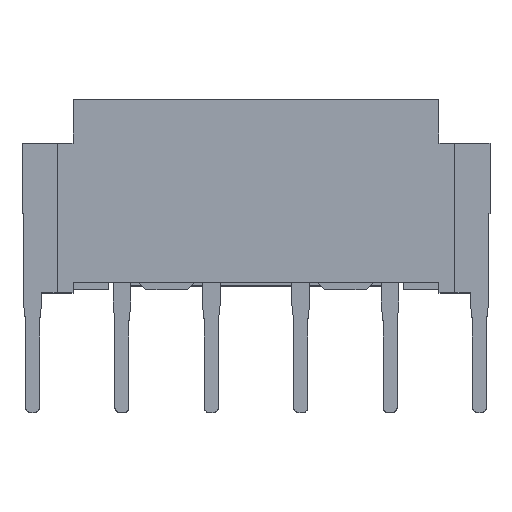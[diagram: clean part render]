
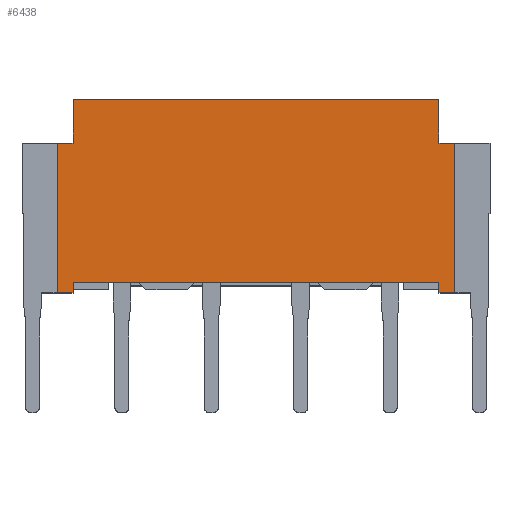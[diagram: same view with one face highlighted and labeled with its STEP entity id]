
A CAD part, top view. The second image highlights one B-rep face of the part: STEP entity #6438.
In plain terms, the highlighted planar face has unit normal (0, 0, 1).
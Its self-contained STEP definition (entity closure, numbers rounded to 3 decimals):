
#9 = VERTEX_POINT ( 'NONE', #823 ) ;
#183 = VERTEX_POINT ( 'NONE', #1315 ) ;
#255 = EDGE_CURVE ( 'NONE', #6139, #514, #1561, .T. ) ;
#293 = EDGE_CURVE ( 'NONE', #322, #183, #1692, .T. ) ;
#322 = VERTEX_POINT ( 'NONE', #1856 ) ;
#514 = VERTEX_POINT ( 'NONE', #2585 ) ;
#589 = ORIENTED_EDGE ( 'NONE', *, *, #636, .F. ) ;
#636 = EDGE_CURVE ( 'NONE', #322, #7101, #3055, .T. ) ;
#707 = ORIENTED_EDGE ( 'NONE', *, *, #293, .T. ) ;
#771 = ORIENTED_EDGE ( 'NONE', *, *, #896, .T. ) ;
#823 = CARTESIAN_POINT ( 'NONE',  ( 11.55, 0., 5.99 ) ) ;
#896 = EDGE_CURVE ( 'NONE', #183, #1136, #3707, .T. ) ;
#1136 = VERTEX_POINT ( 'NONE', #3852 ) ;
#1315 = CARTESIAN_POINT ( 'NONE',  ( 1.15, 4.25, 5.99 ) ) ;
#1561 = LINE ( 'NONE', #1562, #1563 ) ;
#1562 = CARTESIAN_POINT ( 'NONE',  ( 1.15, 0.3, 5.99 ) ) ;
#1563 = VECTOR ( 'NONE', #1564, 1000. ) ;
#1564 = DIRECTION ( 'NONE',  ( 1., 0., 0. ) ) ;
#1567 = ORIENTED_EDGE ( 'NONE', *, *, #1900, .F. ) ;
#1692 = LINE ( 'NONE', #1693, #1694 ) ;
#1693 = CARTESIAN_POINT ( 'NONE',  ( 1.15, 5.5, 5.99 ) ) ;
#1694 = VECTOR ( 'NONE', #1695, 1000. ) ;
#1695 = DIRECTION ( 'NONE',  ( 0., -1., 0. ) ) ;
#1856 = CARTESIAN_POINT ( 'NONE',  ( 1.15, 5.5, 5.99 ) ) ;
#1900 = EDGE_CURVE ( 'NONE', #2123, #1136, #4192, .T. ) ;
#1984 = CARTESIAN_POINT ( 'NONE',  ( 1.15, 0.3, 5.99 ) ) ;
#2123 = VERTEX_POINT ( 'NONE', #4312 ) ;
#2568 = ORIENTED_EDGE ( 'NONE', *, *, #2889, .F. ) ;
#2585 = CARTESIAN_POINT ( 'NONE',  ( 11.55, 0.3, 5.99 ) ) ;
#2889 = EDGE_CURVE ( 'NONE', #3127, #2123, #4745, .T. ) ;
#2996 = EDGE_CURVE ( 'NONE', #7101, #3221, #4789, .T. ) ;
#3036 = FACE_OUTER_BOUND ( 'NONE', #6658, .T. ) ;
#3037 = PLANE ( 'NONE',  #3038 ) ;
#3038 = AXIS2_PLACEMENT_3D ( 'NONE', #3039, #3040, #3041 ) ;
#3039 = CARTESIAN_POINT ( 'NONE',  ( 1.15, 5.5, 5.99 ) ) ;
#3040 = DIRECTION ( 'NONE',  ( 0., 0., -1. ) ) ;
#3041 = DIRECTION ( 'NONE',  ( -1., 0., 0. ) ) ;
#3055 = LINE ( 'NONE', #3056, #3057 ) ;
#3056 = CARTESIAN_POINT ( 'NONE',  ( 1.15, 5.5, 5.99 ) ) ;
#3057 = VECTOR ( 'NONE', #3058, 1000. ) ;
#3058 = DIRECTION ( 'NONE',  ( 1., 0., 0. ) ) ;
#3127 = VERTEX_POINT ( 'NONE', #4889 ) ;
#3221 = VERTEX_POINT ( 'NONE', #4917 ) ;
#3557 = ORIENTED_EDGE ( 'NONE', *, *, #3894, .T. ) ;
#3707 = LINE ( 'NONE', #3708, #3709 ) ;
#3708 = CARTESIAN_POINT ( 'NONE',  ( 1.15, 4.25, 5.99 ) ) ;
#3709 = VECTOR ( 'NONE', #3710, 1000. ) ;
#3710 = DIRECTION ( 'NONE',  ( -1., 0., 0. ) ) ;
#3822 = LINE ( 'NONE', #3823, #3824 ) ;
#3823 = CARTESIAN_POINT ( 'NONE',  ( 11.55, -1.712, 5.99 ) ) ;
#3824 = VECTOR ( 'NONE', #3825, 1000. ) ;
#3825 = DIRECTION ( 'NONE',  ( 0., 1., 0. ) ) ;
#3852 = CARTESIAN_POINT ( 'NONE',  ( 0.7, 4.25, 5.99 ) ) ;
#3894 = EDGE_CURVE ( 'NONE', #3127, #6139, #5244, .T. ) ;
#4192 = LINE ( 'NONE', #4193, #4194 ) ;
#4193 = CARTESIAN_POINT ( 'NONE',  ( 0.7, 2.25, 5.99 ) ) ;
#4194 = VECTOR ( 'NONE', #4195, 1000. ) ;
#4195 = DIRECTION ( 'NONE',  ( 0., 1., 0. ) ) ;
#4312 = CARTESIAN_POINT ( 'NONE',  ( 0.7, 0., 5.99 ) ) ;
#4555 = LINE ( 'NONE', #4560, #4561 ) ;
#4560 = CARTESIAN_POINT ( 'NONE',  ( 12., 2.25, 5.99 ) ) ;
#4561 = VECTOR ( 'NONE', #4562, 1000. ) ;
#4562 = DIRECTION ( 'NONE',  ( 0., 1., 0. ) ) ;
#4680 = CARTESIAN_POINT ( 'NONE',  ( 12., 4.25, 5.99 ) ) ;
#4745 = LINE ( 'NONE', #4746, #4747 ) ;
#4746 = CARTESIAN_POINT ( 'NONE',  ( 0.7, 0., 5.99 ) ) ;
#4747 = VECTOR ( 'NONE', #4752, 1000. ) ;
#4752 = DIRECTION ( 'NONE',  ( -1., 0., 0. ) ) ;
#4789 = LINE ( 'NONE', #4790, #4791 ) ;
#4790 = CARTESIAN_POINT ( 'NONE',  ( 11.55, 5.5, 5.99 ) ) ;
#4791 = VECTOR ( 'NONE', #4792, 1000. ) ;
#4792 = DIRECTION ( 'NONE',  ( 0., -1., 0. ) ) ;
#4889 = CARTESIAN_POINT ( 'NONE',  ( 1.15, 0., 5.99 ) ) ;
#4917 = CARTESIAN_POINT ( 'NONE',  ( 11.55, 4.25, 5.99 ) ) ;
#5063 = LINE ( 'NONE', #5064, #5065 ) ;
#5064 = CARTESIAN_POINT ( 'NONE',  ( 11.55, 4.25, 5.99 ) ) ;
#5065 = VECTOR ( 'NONE', #5066, 1000. ) ;
#5066 = DIRECTION ( 'NONE',  ( 1., 0., 0. ) ) ;
#5244 = LINE ( 'NONE', #5245, #5246 ) ;
#5245 = CARTESIAN_POINT ( 'NONE',  ( 1.15, -1.712, 5.99 ) ) ;
#5246 = VECTOR ( 'NONE', #5247, 1000. ) ;
#5247 = DIRECTION ( 'NONE',  ( 0., 1., 0. ) ) ;
#5415 = CARTESIAN_POINT ( 'NONE',  ( 11.55, 5.5, 5.99 ) ) ;
#5605 = CARTESIAN_POINT ( 'NONE',  ( 12., 0., 5.99 ) ) ;
#5630 = LINE ( 'NONE', #5631, #5632 ) ;
#5631 = CARTESIAN_POINT ( 'NONE',  ( 12., 0., 5.99 ) ) ;
#5632 = VECTOR ( 'NONE', #5633, 1000. ) ;
#5633 = DIRECTION ( 'NONE',  ( 1., 0., 0. ) ) ;
#6139 = VERTEX_POINT ( 'NONE', #1984 ) ;
#6438 = ADVANCED_FACE ( 'NONE', ( #3036 ), #3037, .F. ) ;
#6537 = ORIENTED_EDGE ( 'NONE', *, *, #255, .T. ) ;
#6599 = ORIENTED_EDGE ( 'NONE', *, *, #6650, .F. ) ;
#6650 = EDGE_CURVE ( 'NONE', #9, #514, #3822, .T. ) ;
#6658 = EDGE_LOOP ( 'NONE', ( #6537, #6599, #6741, #6805, #6951, #7071, #589, #707, #771, #1567, #2568, #3557 ) ) ;
#6741 = ORIENTED_EDGE ( 'NONE', *, *, #7150, .T. ) ;
#6805 = ORIENTED_EDGE ( 'NONE', *, *, #6858, .T. ) ;
#6858 = EDGE_CURVE ( 'NONE', #7145, #6889, #4555, .T. ) ;
#6889 = VERTEX_POINT ( 'NONE', #4680 ) ;
#6951 = ORIENTED_EDGE ( 'NONE', *, *, #6997, .F. ) ;
#6997 = EDGE_CURVE ( 'NONE', #3221, #6889, #5063, .T. ) ;
#7071 = ORIENTED_EDGE ( 'NONE', *, *, #2996, .F. ) ;
#7101 = VERTEX_POINT ( 'NONE', #5415 ) ;
#7145 = VERTEX_POINT ( 'NONE', #5605 ) ;
#7150 = EDGE_CURVE ( 'NONE', #9, #7145, #5630, .T. ) ;
